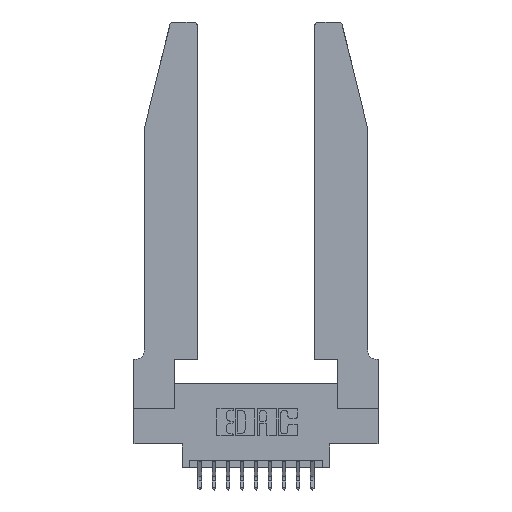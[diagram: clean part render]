
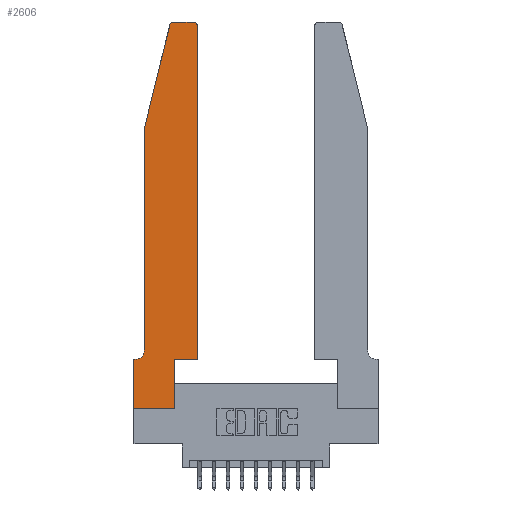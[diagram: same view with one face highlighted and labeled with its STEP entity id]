
A CAD part, top view. The second image highlights one B-rep face of the part: STEP entity #2606.
In plain terms, the highlighted planar face has unit normal (0, 0, 1).
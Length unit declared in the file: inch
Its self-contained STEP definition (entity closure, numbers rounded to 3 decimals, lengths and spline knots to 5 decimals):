
#676 = VERTEX_POINT ( 'NONE', #5327 ) ;
#893 = CARTESIAN_POINT ( 'NONE',  ( 0.4505, 0.35, 0.37 ) ) ;
#1061 = VERTEX_POINT ( 'NONE', #1715 ) ;
#1219 = VERTEX_POINT ( 'NONE', #8920 ) ;
#1443 = VERTEX_POINT ( 'NONE', #14546 ) ;
#1608 = VERTEX_POINT ( 'NONE', #9946 ) ;
#1618 = CARTESIAN_POINT ( 'NONE',  ( 0.25487, 2.72718, 0.37 ) ) ;
#1715 = CARTESIAN_POINT ( 'NONE',  ( 0.4205, 2.75, 0.37 ) ) ;
#1997 = EDGE_CURVE ( 'NONE', #1608, #10617, #5953, .T. ) ;
#2020 = ORIENTED_EDGE ( 'NONE', *, *, #3894, .T. ) ;
#2211 = CARTESIAN_POINT ( 'NONE',  ( 0.2865, 0., 0.37 ) ) ;
#2250 = LINE ( 'NONE', #893, #15509 ) ;
#2606 = ADVANCED_FACE ( 'NONE', ( #5099 ), #7964, .T. ) ;
#2683 = LINE ( 'NONE', #3064, #15922 ) ;
#2754 = EDGE_CURVE ( 'NONE', #7568, #11471, #2683, .T. ) ;
#3064 = CARTESIAN_POINT ( 'NONE',  ( 0.0755, 2., 0.37 ) ) ;
#3130 = CARTESIAN_POINT ( 'NONE',  ( 0.4505, 0.35, 0.37 ) ) ;
#3300 = DIRECTION ( 'NONE',  ( 0., 1., 0. ) ) ;
#3327 = CARTESIAN_POINT ( 'NONE',  ( 0.0755, 0.35, 0.37 ) ) ;
#3527 = VERTEX_POINT ( 'NONE', #4578 ) ;
#3894 = EDGE_CURVE ( 'NONE', #1219, #1443, #7879, .T. ) ;
#4150 = DIRECTION ( 'NONE',  ( 1., 0., 0. ) ) ;
#4514 = CARTESIAN_POINT ( 'NONE',  ( 0.0755, 2., 0.37 ) ) ;
#4578 = CARTESIAN_POINT ( 'NONE',  ( 0.4505, 2.72, 0.37 ) ) ;
#4817 = ORIENTED_EDGE ( 'NONE', *, *, #8129, .T. ) ;
#5099 = FACE_OUTER_BOUND ( 'NONE', #15825, .T. ) ;
#5327 = CARTESIAN_POINT ( 'NONE',  ( 0.284, 2.75, 0.37 ) ) ;
#5328 = CARTESIAN_POINT ( 'NONE',  ( 0., 0.35, 0.37 ) ) ;
#5627 = CARTESIAN_POINT ( 'NONE',  ( 0., 0., 0.37 ) ) ;
#5703 = VERTEX_POINT ( 'NONE', #15207 ) ;
#5831 = CARTESIAN_POINT ( 'NONE',  ( 0.2605, 2.75, 0.37 ) ) ;
#5853 = DIRECTION ( 'NONE',  ( 1., 0., 0. ) ) ;
#5953 = LINE ( 'NONE', #7830, #8918 ) ;
#6377 = AXIS2_PLACEMENT_3D ( 'NONE', #14645, #7006, #15937 ) ;
#6508 = CARTESIAN_POINT ( 'NONE',  ( 0.0055, 0.42, 0.37 ) ) ;
#6716 = CARTESIAN_POINT ( 'NONE',  ( 0., 0.35, 0.37 ) ) ;
#6834 = LINE ( 'NONE', #5831, #13184 ) ;
#6982 = DIRECTION ( 'NONE',  ( 0., 0., 1. ) ) ;
#7006 = DIRECTION ( 'NONE',  ( 0., 0., 1. ) ) ;
#7085 = VECTOR ( 'NONE', #12172, 39.37008 ) ;
#7419 = AXIS2_PLACEMENT_3D ( 'NONE', #6716, #11806, #4150 ) ;
#7476 = VECTOR ( 'NONE', #3300, 39.37008 ) ;
#7568 = VERTEX_POINT ( 'NONE', #1618 ) ;
#7757 = DIRECTION ( 'NONE',  ( -1., 0., 0. ) ) ;
#7830 = CARTESIAN_POINT ( 'NONE',  ( 0., 0., 0.37 ) ) ;
#7879 = CIRCLE ( 'NONE', #14161, 0.07 ) ;
#7964 = PLANE ( 'NONE',  #7419 ) ;
#8129 = EDGE_CURVE ( 'NONE', #11941, #1608, #9441, .T. ) ;
#8207 = CARTESIAN_POINT ( 'NONE',  ( 0.0755, 2., 0.37 ) ) ;
#8266 = LINE ( 'NONE', #12267, #7476 ) ;
#8285 = EDGE_CURVE ( 'NONE', #10617, #14426, #8266, .T. ) ;
#8395 = DIRECTION ( 'NONE',  ( -1., 0., 0. ) ) ;
#8562 = VECTOR ( 'NONE', #16147, 39.37008 ) ;
#8835 = ORIENTED_EDGE ( 'NONE', *, *, #14569, .T. ) ;
#8918 = VECTOR ( 'NONE', #5853, 39.37008 ) ;
#8920 = CARTESIAN_POINT ( 'NONE',  ( 0.0755, 0.42, 0.37 ) ) ;
#9116 = AXIS2_PLACEMENT_3D ( 'NONE', #14621, #6982, #15913 ) ;
#9441 = LINE ( 'NONE', #5627, #15884 ) ;
#9491 = DIRECTION ( 'NONE',  ( -0.239, -0.971, 0. ) ) ;
#9946 = CARTESIAN_POINT ( 'NONE',  ( 0., 0., 0.37 ) ) ;
#10056 = LINE ( 'NONE', #4514, #7085 ) ;
#10486 = EDGE_CURVE ( 'NONE', #1061, #676, #6834, .T. ) ;
#10617 = VERTEX_POINT ( 'NONE', #2211 ) ;
#11062 = ORIENTED_EDGE ( 'NONE', *, *, #8285, .T. ) ;
#11097 = EDGE_CURVE ( 'NONE', #1443, #11941, #15393, .T. ) ;
#11265 = ORIENTED_EDGE ( 'NONE', *, *, #13427, .T. ) ;
#11471 = VERTEX_POINT ( 'NONE', #8207 ) ;
#11625 = ORIENTED_EDGE ( 'NONE', *, *, #10486, .T. ) ;
#11806 = DIRECTION ( 'NONE',  ( 0., 0., 1. ) ) ;
#11827 = ORIENTED_EDGE ( 'NONE', *, *, #12658, .T. ) ;
#11886 = CIRCLE ( 'NONE', #9116, 0.03 ) ;
#11890 = CARTESIAN_POINT ( 'NONE',  ( 0.2865, 0.35, 0.37 ) ) ;
#11941 = VERTEX_POINT ( 'NONE', #5328 ) ;
#12096 = DIRECTION ( 'NONE',  ( 0., 1., 0. ) ) ;
#12172 = DIRECTION ( 'NONE',  ( 0., -1., 0. ) ) ;
#12267 = CARTESIAN_POINT ( 'NONE',  ( 0.2865, 0.35, 0.37 ) ) ;
#12288 = VECTOR ( 'NONE', #12096, 39.37008 ) ;
#12477 = ORIENTED_EDGE ( 'NONE', *, *, #1997, .T. ) ;
#12658 = EDGE_CURVE ( 'NONE', #676, #7568, #15924, .T. ) ;
#13184 = VECTOR ( 'NONE', #8395, 39.37008 ) ;
#13272 = DIRECTION ( 'NONE',  ( 0., -1., 0. ) ) ;
#13415 = EDGE_CURVE ( 'NONE', #3527, #1061, #11886, .T. ) ;
#13427 = EDGE_CURVE ( 'NONE', #5703, #3527, #14896, .T. ) ;
#13609 = EDGE_CURVE ( 'NONE', #14426, #5703, #2250, .T. ) ;
#14161 = AXIS2_PLACEMENT_3D ( 'NONE', #6508, #15442, #7757 ) ;
#14426 = VERTEX_POINT ( 'NONE', #11890 ) ;
#14456 = ORIENTED_EDGE ( 'NONE', *, *, #11097, .T. ) ;
#14546 = CARTESIAN_POINT ( 'NONE',  ( 0.0055, 0.35, 0.37 ) ) ;
#14569 = EDGE_CURVE ( 'NONE', #11471, #1219, #10056, .T. ) ;
#14621 = CARTESIAN_POINT ( 'NONE',  ( 0.4205, 2.72, 0.37 ) ) ;
#14645 = CARTESIAN_POINT ( 'NONE',  ( 0.284, 2.72, 0.37 ) ) ;
#14653 = ORIENTED_EDGE ( 'NONE', *, *, #2754, .T. ) ;
#14896 = LINE ( 'NONE', #3130, #12288 ) ;
#15013 = DIRECTION ( 'NONE',  ( 1., 0., 0. ) ) ;
#15207 = CARTESIAN_POINT ( 'NONE',  ( 0.4505, 0.35, 0.37 ) ) ;
#15286 = ORIENTED_EDGE ( 'NONE', *, *, #13415, .T. ) ;
#15393 = LINE ( 'NONE', #3327, #8562 ) ;
#15442 = DIRECTION ( 'NONE',  ( 0., 0., -1. ) ) ;
#15509 = VECTOR ( 'NONE', #15013, 39.37008 ) ;
#15825 = EDGE_LOOP ( 'NONE', ( #11625, #11827, #14653, #8835, #2020, #14456, #4817, #12477, #11062, #15856, #11265, #15286 ) ) ;
#15856 = ORIENTED_EDGE ( 'NONE', *, *, #13609, .T. ) ;
#15884 = VECTOR ( 'NONE', #13272, 39.37008 ) ;
#15913 = DIRECTION ( 'NONE',  ( 1., 0., 0. ) ) ;
#15922 = VECTOR ( 'NONE', #9491, 39.37008 ) ;
#15924 = CIRCLE ( 'NONE', #6377, 0.03 ) ;
#15937 = DIRECTION ( 'NONE',  ( 1., 0., 0. ) ) ;
#16147 = DIRECTION ( 'NONE',  ( -1., 0., 0. ) ) ;
